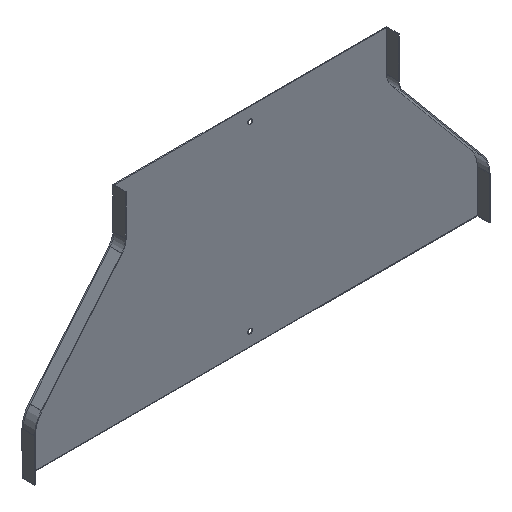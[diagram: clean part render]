
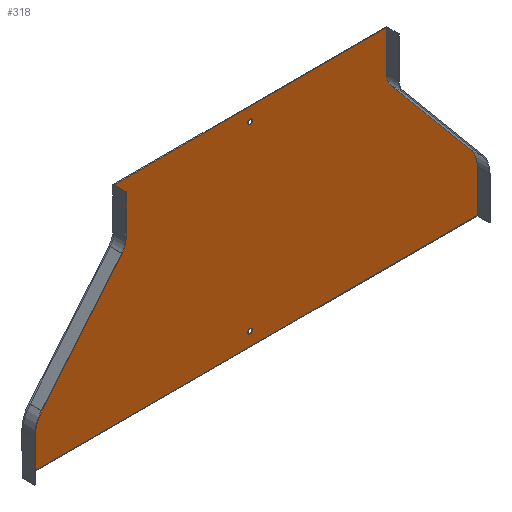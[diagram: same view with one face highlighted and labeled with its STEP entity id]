
A CAD part, isometric view. The second image highlights one B-rep face of the part: STEP entity #318.
In plain terms, the highlighted planar face has unit normal (0, -1, 0).
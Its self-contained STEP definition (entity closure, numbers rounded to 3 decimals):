
#1 = EDGE_CURVE ( 'NONE', #573, #573, #405, .T. ) ;
#16 = VERTEX_POINT ( 'NONE', #704 ) ;
#19 = VERTEX_POINT ( 'NONE', #696 ) ;
#23 = VERTEX_POINT ( 'NONE', #748 ) ;
#32 = VERTEX_POINT ( 'NONE', #753 ) ;
#33 = VERTEX_POINT ( 'NONE', #756 ) ;
#34 = VERTEX_POINT ( 'NONE', #865 ) ;
#38 = VERTEX_POINT ( 'NONE', #682 ) ;
#39 = VERTEX_POINT ( 'NONE', #683 ) ;
#42 = VERTEX_POINT ( 'NONE', #686 ) ;
#43 = VERTEX_POINT ( 'NONE', #823 ) ;
#44 = VERTEX_POINT ( 'NONE', #822 ) ;
#46 = VERTEX_POINT ( 'NONE', #820 ) ;
#51 = ORIENTED_EDGE ( 'NONE', *, *, #220, .T. ) ;
#52 = ORIENTED_EDGE ( 'NONE', *, *, #221, .T. ) ;
#191 = ORIENTED_EDGE ( 'NONE', *, *, #980, .T. ) ;
#192 = ORIENTED_EDGE ( 'NONE', *, *, #1, .T. ) ;
#193 = ORIENTED_EDGE ( 'NONE', *, *, #212, .T. ) ;
#194 = ORIENTED_EDGE ( 'NONE', *, *, #213, .T. ) ;
#195 = ORIENTED_EDGE ( 'NONE', *, *, #342, .F. ) ;
#196 = ORIENTED_EDGE ( 'NONE', *, *, #214, .T. ) ;
#197 = ORIENTED_EDGE ( 'NONE', *, *, #215, .T. ) ;
#198 = ORIENTED_EDGE ( 'NONE', *, *, #216, .T. ) ;
#199 = ORIENTED_EDGE ( 'NONE', *, *, #217, .T. ) ;
#200 = ORIENTED_EDGE ( 'NONE', *, *, #218, .T. ) ;
#201 = ORIENTED_EDGE ( 'NONE', *, *, #368, .F. ) ;
#202 = ORIENTED_EDGE ( 'NONE', *, *, #219, .T. ) ;
#206 = EDGE_LOOP ( 'NONE', ( #192 ) ) ;
#212 = EDGE_CURVE ( 'NONE', #38, #33, #411, .T. ) ;
#213 = EDGE_CURVE ( 'NONE', #33, #16, #412, .T. ) ;
#214 = EDGE_CURVE ( 'NONE', #19, #32, #404, .T. ) ;
#215 = EDGE_CURVE ( 'NONE', #32, #42, #409, .T. ) ;
#216 = EDGE_CURVE ( 'NONE', #42, #43, #413, .T. ) ;
#217 = EDGE_CURVE ( 'NONE', #43, #44, #407, .T. ) ;
#218 = EDGE_CURVE ( 'NONE', #44, #34, #415, .T. ) ;
#219 = EDGE_CURVE ( 'NONE', #23, #39, #416, .T. ) ;
#220 = EDGE_CURVE ( 'NONE', #39, #46, #418, .T. ) ;
#221 = EDGE_CURVE ( 'NONE', #46, #38, #420, .T. ) ;
#240 = AXIS2_PLACEMENT_3D ( 'NONE', #680, #675, #677 ) ;
#241 = AXIS2_PLACEMENT_3D ( 'NONE', #837, #915, #829 ) ;
#242 = AXIS2_PLACEMENT_3D ( 'NONE', #862, #914, #721 ) ;
#243 = AXIS2_PLACEMENT_3D ( 'NONE', #873, #621, #875 ) ;
#244 = AXIS2_PLACEMENT_3D ( 'NONE', #791, #790, #794 ) ;
#257 = AXIS2_PLACEMENT_3D ( 'NONE', #736, #738, #897 ) ;
#286 = AXIS2_PLACEMENT_3D ( 'NONE', #919, #920, #921 ) ;
#318 = ADVANCED_FACE ( 'NONE', ( #465, #471, #467 ), #908, .F. ) ;
#342 = EDGE_CURVE ( 'NONE', #19, #16, #503, .T. ) ;
#368 = EDGE_CURVE ( 'NONE', #23, #34, #553, .T. ) ;
#384 = EDGE_LOOP ( 'NONE', ( #191 ) ) ;
#404 = LINE ( 'NONE', #723, #408 ) ;
#405 = CIRCLE ( 'NONE', #240, 2.5 ) ;
#407 = CIRCLE ( 'NONE', #243, 31.2 ) ;
#408 = VECTOR ( 'NONE', #722, 1000. ) ;
#409 = CIRCLE ( 'NONE', #242, 18.8 ) ;
#410 = VECTOR ( 'NONE', #845, 1000. ) ;
#411 = CIRCLE ( 'NONE', #241, 18.8 ) ;
#412 = LINE ( 'NONE', #833, #410 ) ;
#413 = LINE ( 'NONE', #835, #414 ) ;
#414 = VECTOR ( 'NONE', #834, 1000. ) ;
#415 = LINE ( 'NONE', #728, #417 ) ;
#416 = LINE ( 'NONE', #763, #419 ) ;
#417 = VECTOR ( 'NONE', #863, 1000. ) ;
#418 = CIRCLE ( 'NONE', #244, 31.2 ) ;
#419 = VECTOR ( 'NONE', #836, 1000. ) ;
#420 = LINE ( 'NONE', #764, #422 ) ;
#422 = VECTOR ( 'NONE', #874, 1000. ) ;
#465 = FACE_BOUND ( 'NONE', #384, .T. ) ;
#467 = FACE_OUTER_BOUND ( 'NONE', #975, .T. ) ;
#471 = FACE_BOUND ( 'NONE', #206, .T. ) ;
#503 = LINE ( 'NONE', #872, #508 ) ;
#508 = VECTOR ( 'NONE', #758, 1000. ) ;
#553 = LINE ( 'NONE', #952, #556 ) ;
#556 = VECTOR ( 'NONE', #653, 1000. ) ;
#573 = VERTEX_POINT ( 'NONE', #934 ) ;
#579 = CIRCLE ( 'NONE', #286, 2.5 ) ;
#583 = VERTEX_POINT ( 'NONE', #663 ) ;
#621 = DIRECTION ( 'NONE',  ( 0., -1., 0. ) ) ;
#653 = DIRECTION ( 'NONE',  ( -1., 0., 0. ) ) ;
#663 = CARTESIAN_POINT ( 'NONE',  ( 0., 0., -12.5 ) ) ;
#675 = DIRECTION ( 'NONE',  ( 0., 1., 0. ) ) ;
#677 = DIRECTION ( 'NONE',  ( 0., 0., 1. ) ) ;
#680 = CARTESIAN_POINT ( 'NONE',  ( 0., 0., -215. ) ) ;
#682 = CARTESIAN_POINT ( 'NONE',  ( 154.557, 0., -56.898 ) ) ;
#683 = CARTESIAN_POINT ( 'NONE',  ( 250.2, 0., -182.965 ) ) ;
#686 = CARTESIAN_POINT ( 'NONE',  ( -154.557, 0., -56.898 ) ) ;
#696 = CARTESIAN_POINT ( 'NONE',  ( -150.2, 0., 0. ) ) ;
#704 = CARTESIAN_POINT ( 'NONE',  ( 150.2, 0., 0. ) ) ;
#721 = DIRECTION ( 'NONE',  ( 0., 0., 1. ) ) ;
#722 = DIRECTION ( 'NONE',  ( 0., 0., -1. ) ) ;
#723 = CARTESIAN_POINT ( 'NONE',  ( -150.2, 0., -44.863 ) ) ;
#728 = CARTESIAN_POINT ( 'NONE',  ( -250.2, 0., -44.863 ) ) ;
#736 = CARTESIAN_POINT ( 'NONE',  ( -169., 0., -44.863 ) ) ;
#738 = DIRECTION ( 'NONE',  ( 0., 1., 0. ) ) ;
#748 = CARTESIAN_POINT ( 'NONE',  ( 250.2, 0., -230. ) ) ;
#753 = CARTESIAN_POINT ( 'NONE',  ( -150.2, 0., -44.863 ) ) ;
#756 = CARTESIAN_POINT ( 'NONE',  ( 150.2, 0., -44.863 ) ) ;
#758 = DIRECTION ( 'NONE',  ( 1., 0., 0. ) ) ;
#763 = CARTESIAN_POINT ( 'NONE',  ( 250.2, 0., -44.863 ) ) ;
#764 = CARTESIAN_POINT ( 'NONE',  ( 16.033, 0., 109.331 ) ) ;
#790 = DIRECTION ( 'NONE',  ( 0., -1., 0. ) ) ;
#791 = CARTESIAN_POINT ( 'NONE',  ( 219., 0., -182.965 ) ) ;
#794 = DIRECTION ( 'NONE',  ( 0., 0., 1. ) ) ;
#820 = CARTESIAN_POINT ( 'NONE',  ( 242.969, 0., -162.991 ) ) ;
#822 = CARTESIAN_POINT ( 'NONE',  ( -250.2, 0., -182.965 ) ) ;
#823 = CARTESIAN_POINT ( 'NONE',  ( -242.969, 0., -162.991 ) ) ;
#829 = DIRECTION ( 'NONE',  ( 0., 0., 1. ) ) ;
#833 = CARTESIAN_POINT ( 'NONE',  ( 150.2, 0., -44.863 ) ) ;
#834 = DIRECTION ( 'NONE',  ( -0.64, 0., -0.768 ) ) ;
#835 = CARTESIAN_POINT ( 'NONE',  ( -154.557, 0., -56.898 ) ) ;
#836 = DIRECTION ( 'NONE',  ( 0., 0., 1. ) ) ;
#837 = CARTESIAN_POINT ( 'NONE',  ( 169., 0., -44.863 ) ) ;
#845 = DIRECTION ( 'NONE',  ( 0., 0., 1. ) ) ;
#862 = CARTESIAN_POINT ( 'NONE',  ( -169., 0., -44.863 ) ) ;
#863 = DIRECTION ( 'NONE',  ( 0., 0., -1. ) ) ;
#865 = CARTESIAN_POINT ( 'NONE',  ( -250.2, 0., -230. ) ) ;
#872 = CARTESIAN_POINT ( 'NONE',  ( -151., 0., 0. ) ) ;
#873 = CARTESIAN_POINT ( 'NONE',  ( -219., 0., -182.965 ) ) ;
#874 = DIRECTION ( 'NONE',  ( -0.64, 0., 0.768 ) ) ;
#875 = DIRECTION ( 'NONE',  ( 0., 0., 1. ) ) ;
#897 = DIRECTION ( 'NONE',  ( 0., 0., 1. ) ) ;
#908 = PLANE ( 'NONE',  #257 ) ;
#914 = DIRECTION ( 'NONE',  ( 0., 1., 0. ) ) ;
#915 = DIRECTION ( 'NONE',  ( 0., 1., 0. ) ) ;
#919 = CARTESIAN_POINT ( 'NONE',  ( 0., 0., -15. ) ) ;
#920 = DIRECTION ( 'NONE',  ( 0., 1., 0. ) ) ;
#921 = DIRECTION ( 'NONE',  ( 0., 0., 1. ) ) ;
#934 = CARTESIAN_POINT ( 'NONE',  ( 0., 0., -212.5 ) ) ;
#952 = CARTESIAN_POINT ( 'NONE',  ( -251., 0., -230. ) ) ;
#975 = EDGE_LOOP ( 'NONE', ( #193, #194, #195, #196, #197, #198, #199, #200, #201, #202, #51, #52 ) ) ;
#980 = EDGE_CURVE ( 'NONE', #583, #583, #579, .T. ) ;
